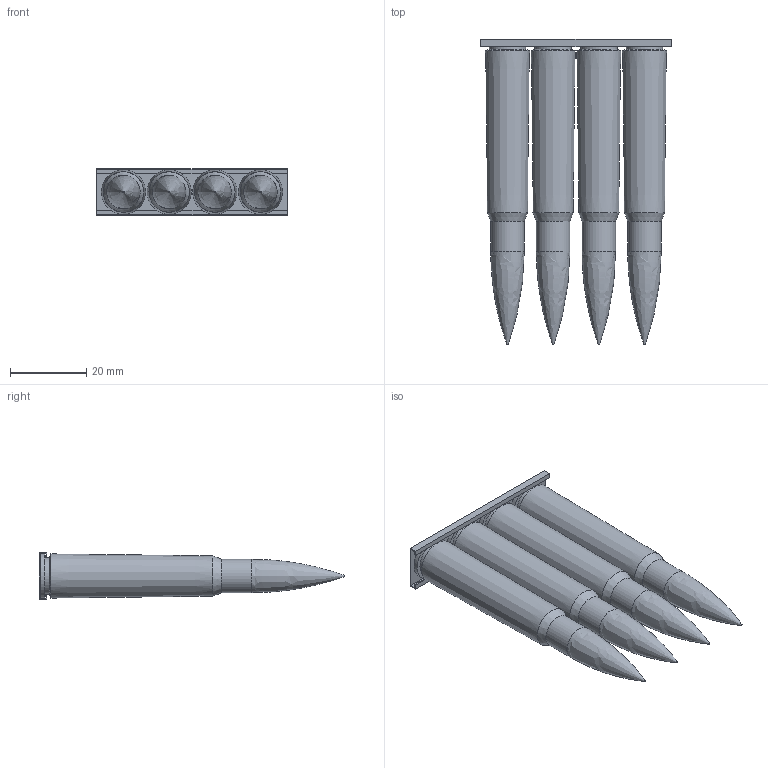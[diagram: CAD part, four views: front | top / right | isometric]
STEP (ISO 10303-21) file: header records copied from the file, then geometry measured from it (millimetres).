
FILE_DESCRIPTION(/* description */ (''),/* implementation_level */ '2;1');
FILE_NAME(/* name */ 'drzak s nabojnicemi v2.step',/* time_stamp */ '2017-03-14T14:09:15+01:00',/* author */ (''),/* organization */ (''),/* preprocessor_version */ 'ST-DEVELOPER v16.5',/* originating_system */ 'Autodesk Translation Framework v5.2.0.2920',/* authorisation */ '');
FILE_SCHEMA (('AUTOMOTIVE_DESIGN { 1 0 10303 214 3 1 1 }'));
Length unit declared in the file: millimetre
Products named in the file (3): drzak s nabojnicemi v2; Držák v1; Nábojnice v1
Assembly tree (5 placements, depth 2):
  drzak s nabojnicemi v2
    Nábojnice v1  x4
    Držák v1
Bounding box: 50 x 80.3 x 12.2 mm (x, y, z)
Volume: 23552.7 mm3; surface area: 11842.2 mm2
Topology: 5 solids, 5 shells, 70 faces, 140 edges, 88 vertices
Faces by surface type: plane 30, cylinder 20, cone 12, bspline 4, sphere 4
Full cylindrical faces by diameter (mm): 4 x4, 5 x4, 8.8 x4, 9.6 x4, 11.6 x4
Entity records: 838 total; most frequent: CARTESIAN_POINT 155, DIRECTION 136, ORIENTED_EDGE 104, EDGE_CURVE 52, AXIS2_PLACEMENT_3D 50, EDGE_LOOP 39, VERTEX_POINT 39, LINE 36
